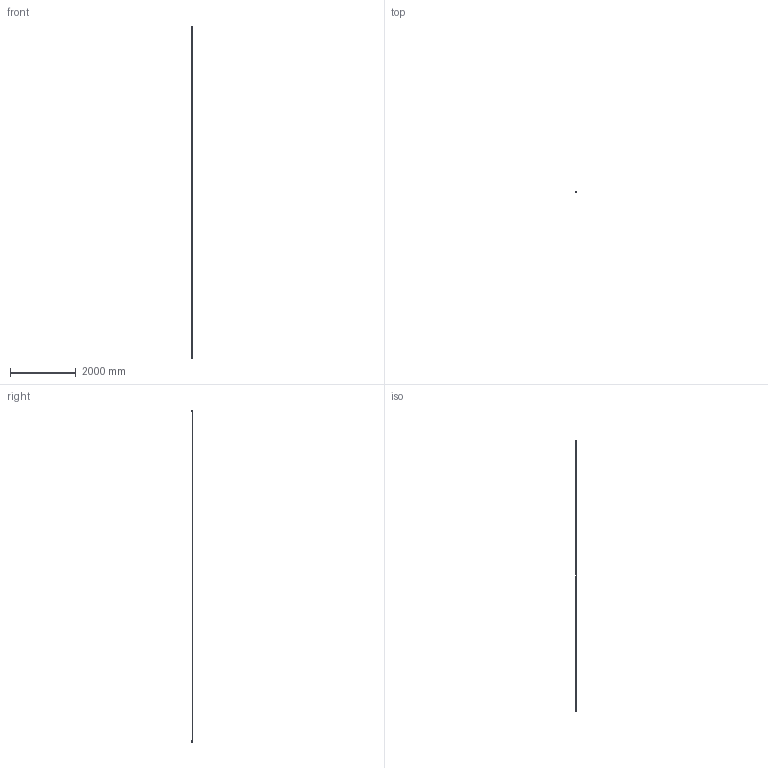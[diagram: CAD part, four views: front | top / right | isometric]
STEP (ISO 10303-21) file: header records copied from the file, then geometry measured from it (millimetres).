
FILE_DESCRIPTION (( 'STEP AP214' ), '1' );
FILE_NAME ('PC01-C5EF-10M-G Øíóð êîììóòàöèîííûé êàò. 5Å FTP 10ì ñåðûé GENERICA.STEP', '2019-10-28T13:11:58', ( '' ), ( '' ), 'SwSTEP 2.0', 'SolidWorks 2017', '' );
FILE_SCHEMA (( 'AUTOMOTIVE_DESIGN' ));
Length unit declared in the file: millimetre
Products named in the file (1): PC01-C5EF-10M-G Øíóð êîììóòàöèîííûé êàò. 5Å FTP 10ì ñåðûé GENERICA
Bounding box: 11.5 x 15.3 x 10080.2 mm (x, y, z)
Volume: 202576.4 mm3; surface area: 161745.6 mm2
Topology: 1 solids, 1 shells, 339 faces, 991 edges, 650 vertices
Faces by surface type: plane 241, cylinder 59, bspline 39
Entity records: 13074 total; most frequent: CARTESIAN_POINT 4481, ORIENTED_EDGE 1982, DIRECTION 1522, EDGE_CURVE 991, VECTOR 698, LINE 698, VERTEX_POINT 650, AXIS2_PLACEMENT_3D 412
